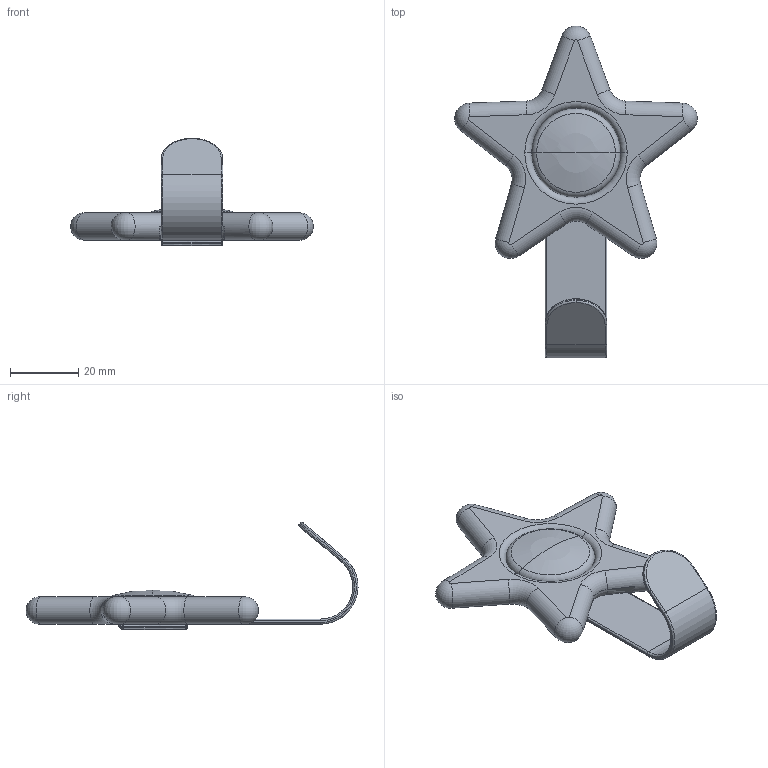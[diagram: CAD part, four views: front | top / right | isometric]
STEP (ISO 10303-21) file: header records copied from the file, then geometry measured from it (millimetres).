
FILE_DESCRIPTION(('Creo Elements/Direct Modeling STEP Export'),'2;1');
FILE_NAME('2051.stp','2024-09-23T14:03:36',(''),(''),'Creo Elements/Direct Modeling STEP processor for AP214 (Solid Model)','Creo Elements/Direct Modeling 20.0 12-Nov-2016 (C) Parametric Technology GmbH','');
FILE_SCHEMA(('AUTOMOTIVE_DESIGN { 1 0 10303 214 1 1 1 1 }'));
Length unit declared in the file: millimetre
Products named in the file (4): star; Cap; hook; Star_hook
Assembly tree (3 placements, depth 2):
  Star_hook
    hook
    Cap
    star
Bounding box: 71.01 x 97.11 x 31.39 mm (x, y, z)
Volume: 19019.8 mm3; surface area: 12466.5 mm2
Topology: 3 solids, 3 shells, 147 faces, 382 edges, 242 vertices
Faces by surface type: bspline 49, cylinder 42, plane 22, cone 16, torus 14, sphere 4
Entity records: 8797 total; most frequent: CARTESIAN_POINT 5740, ORIENTED_EDGE 756, DIRECTION 443, EDGE_CURVE 378, VERTEX_POINT 242, AXIS2_PLACEMENT_3D 177, EDGE_LOOP 166, FACE_OUTER_BOUND 147
